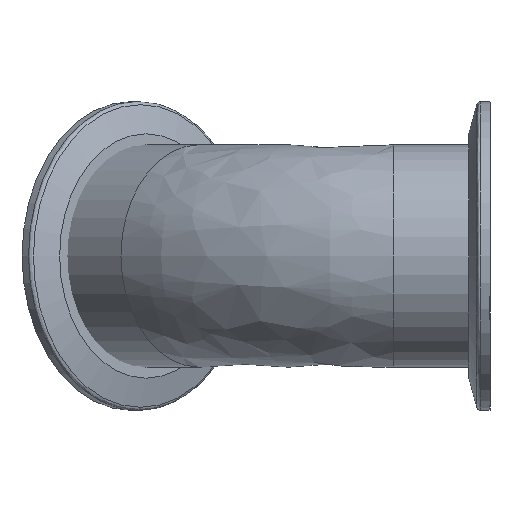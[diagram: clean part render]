
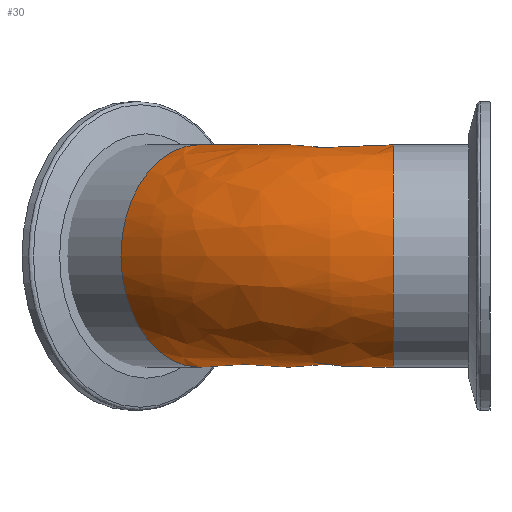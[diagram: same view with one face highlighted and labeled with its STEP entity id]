
A CAD part, left-side view. The second image highlights one B-rep face of the part: STEP entity #30.
In plain terms, the highlighted free-form (B-spline) face has degree [3, 3] with [7, 4] control points.
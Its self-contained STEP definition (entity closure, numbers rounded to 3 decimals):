
#14 = CARTESIAN_POINT ( 'NONE',  ( 27., 10.616, -54. ) ) ;
#30 = ADVANCED_FACE ( 'NONE', ( #429, #737 ), #433, .T. ) ;
#135 = CARTESIAN_POINT ( 'NONE',  ( -17.383, 48.345, -54. ) ) ;
#187 = CARTESIAN_POINT ( 'NONE',  ( -27., 25.129, 0. ) ) ;
#194 = EDGE_CURVE ( 'NONE', #214, #214, #1171, .T. ) ;
#214 = VERTEX_POINT ( 'NONE', #1249 ) ;
#230 = CARTESIAN_POINT ( 'NONE',  ( 38.569, 27.931, -54. ) ) ;
#339 = CARTESIAN_POINT ( 'NONE',  ( 38.569, 27.931, 54. ) ) ;
#346 = CARTESIAN_POINT ( 'NONE',  ( 31.063, 20.424, -54. ) ) ;
#351 = CARTESIAN_POINT ( 'NONE',  ( 38.569, 27.931, 0. ) ) ;
#361 = DIRECTION ( 'NONE',  ( 0., 1., 0. ) ) ;
#367 = DIRECTION ( 'NONE',  ( -1., 0., 0. ) ) ;
#398 = CARTESIAN_POINT ( 'NONE',  ( -27., 25.129, 54. ) ) ;
#405 = ORIENTED_EDGE ( 'NONE', *, *, #194, .T. ) ;
#408 = EDGE_CURVE ( 'NONE', #609, #609, #704, .T. ) ;
#429 = FACE_OUTER_BOUND ( 'NONE', #684, .T. ) ;
#433 =( BOUNDED_SURFACE ( )  B_SPLINE_SURFACE ( 3, 3, ( 
 ( #1365, #187, #501, #714 ),
 ( #816, #398, #986, #554 ),
 ( #1307, #663, #1315, #339 ),
 ( #880, #657, #1092, #351 ),
 ( #997, #14, #346, #230 ),
 ( #1310, #770, #135, #759 ),
 ( #1096, #444, #1197, #558 ) ),
 .UNSPECIFIED., .T., .F., .F. ) 
 B_SPLINE_SURFACE_WITH_KNOTS ( ( 4, 3, 4 ),
 ( 4, 4 ),
 ( 0., 0.5, 1. ),
 ( 0., 1. ),
 .UNSPECIFIED. ) 
 GEOMETRIC_REPRESENTATION_ITEM ( )  RATIONAL_B_SPLINE_SURFACE ( (
 ( 1., 0.949, 0.949, 1.),
 ( 0.333, 0.316, 0.316, 0.333),
 ( 0.333, 0.316, 0.316, 0.333),
 ( 1., 0.949, 0.949, 1.),
 ( 0.333, 0.316, 0.316, 0.333),
 ( 0.333, 0.316, 0.316, 0.333),
 ( 1., 0.949, 0.949, 1.) ) ) 
 REPRESENTATION_ITEM ( '' )  SURFACE ( )  );
#444 = CARTESIAN_POINT ( 'NONE',  ( -27., 25.129, 0. ) ) ;
#501 = CARTESIAN_POINT ( 'NONE',  ( -17.383, 48.345, 0. ) ) ;
#554 = CARTESIAN_POINT ( 'NONE',  ( 0.386, 66.114, 54. ) ) ;
#558 = CARTESIAN_POINT ( 'NONE',  ( 0.386, 66.114, 0. ) ) ;
#609 = VERTEX_POINT ( 'NONE', #912 ) ;
#657 = CARTESIAN_POINT ( 'NONE',  ( 27., 10.616, 0. ) ) ;
#663 = CARTESIAN_POINT ( 'NONE',  ( 27., 10.616, 54. ) ) ;
#664 = EDGE_LOOP ( 'NONE', ( #405 ) ) ;
#684 = EDGE_LOOP ( 'NONE', ( #854 ) ) ;
#704 = CIRCLE ( 'NONE', #1070, 27. ) ;
#714 = CARTESIAN_POINT ( 'NONE',  ( 0.386, 66.114, 0. ) ) ;
#737 = FACE_OUTER_BOUND ( 'NONE', #664, .T. ) ;
#759 = CARTESIAN_POINT ( 'NONE',  ( 0.386, 66.114, -54. ) ) ;
#770 = CARTESIAN_POINT ( 'NONE',  ( -27., 25.129, -54. ) ) ;
#816 = CARTESIAN_POINT ( 'NONE',  ( -27., 0., 54. ) ) ;
#823 = DIRECTION ( 'NONE',  ( -0.707, -0.707, 0. ) ) ;
#854 = ORIENTED_EDGE ( 'NONE', *, *, #408, .T. ) ;
#855 = AXIS2_PLACEMENT_3D ( 'NONE', #958, #823, #1154 ) ;
#880 = CARTESIAN_POINT ( 'NONE',  ( 27., 0., 0. ) ) ;
#912 = CARTESIAN_POINT ( 'NONE',  ( -27., 0., 0. ) ) ;
#958 = CARTESIAN_POINT ( 'NONE',  ( 19.477, 47.023, 0. ) ) ;
#986 = CARTESIAN_POINT ( 'NONE',  ( -17.383, 48.345, 54. ) ) ;
#997 = CARTESIAN_POINT ( 'NONE',  ( 27., 0., -54. ) ) ;
#1070 = AXIS2_PLACEMENT_3D ( 'NONE', #1227, #361, #367 ) ;
#1092 = CARTESIAN_POINT ( 'NONE',  ( 31.063, 20.424, 0. ) ) ;
#1096 = CARTESIAN_POINT ( 'NONE',  ( -27., 0., 0. ) ) ;
#1154 = DIRECTION ( 'NONE',  ( -0.707, 0.707, 0. ) ) ;
#1171 = CIRCLE ( 'NONE', #855, 27. ) ;
#1197 = CARTESIAN_POINT ( 'NONE',  ( -17.383, 48.345, 0. ) ) ;
#1227 = CARTESIAN_POINT ( 'NONE',  ( 0., 0., 0. ) ) ;
#1249 = CARTESIAN_POINT ( 'NONE',  ( 0.386, 66.114, 0. ) ) ;
#1307 = CARTESIAN_POINT ( 'NONE',  ( 27., 0., 54. ) ) ;
#1310 = CARTESIAN_POINT ( 'NONE',  ( -27., 0., -54. ) ) ;
#1315 = CARTESIAN_POINT ( 'NONE',  ( 31.063, 20.424, 54. ) ) ;
#1365 = CARTESIAN_POINT ( 'NONE',  ( -27., 0., 0. ) ) ;
